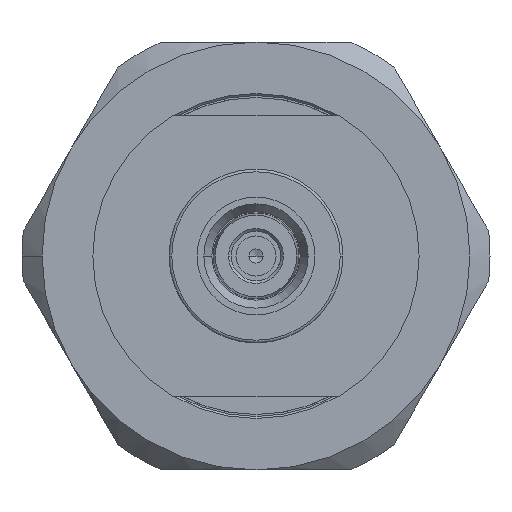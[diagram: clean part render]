
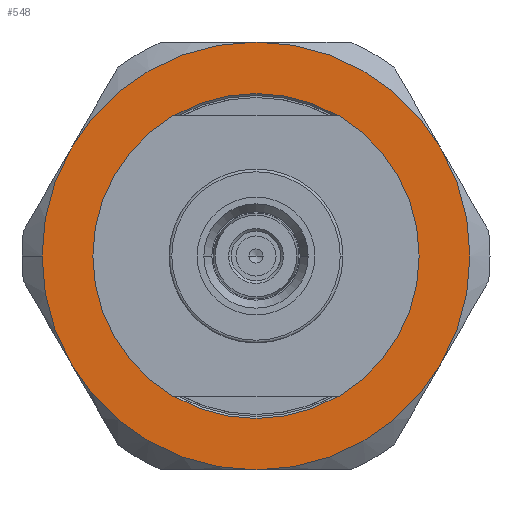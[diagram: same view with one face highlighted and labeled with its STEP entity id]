
A CAD part, left-side view. The second image highlights one B-rep face of the part: STEP entity #548.
In plain terms, the highlighted planar face has unit normal (-1, 0, 0).
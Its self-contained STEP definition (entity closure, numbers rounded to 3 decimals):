
#66 = CIRCLE ( 'NONE', #6329, 16. ) ;
#175 = ORIENTED_EDGE ( 'NONE', *, *, #1761, .T. ) ;
#309 = VERTEX_POINT ( 'NONE', #2080 ) ;
#441 = CIRCLE ( 'NONE', #4837, 16. ) ;
#447 = DIRECTION ( 'NONE',  ( 0., -1., 0. ) ) ;
#548 = ADVANCED_FACE ( 'NONE', ( #2232, #1137 ), #7103, .T. ) ;
#879 = AXIS2_PLACEMENT_3D ( 'NONE', #1053, #6581, #5291 ) ;
#903 = DIRECTION ( 'NONE',  ( -1., 0., 0. ) ) ;
#1046 = CARTESIAN_POINT ( 'NONE',  ( -15.1, 0., 0. ) ) ;
#1053 = CARTESIAN_POINT ( 'NONE',  ( -15.1, -12.15, 0. ) ) ;
#1104 = DIRECTION ( 'NONE',  ( -1., 0., 0. ) ) ;
#1137 = FACE_OUTER_BOUND ( 'NONE', #5871, .T. ) ;
#1329 = EDGE_CURVE ( 'NONE', #5236, #6455, #7412, .T. ) ;
#1337 = CARTESIAN_POINT ( 'NONE',  ( -15.1, 0., 0. ) ) ;
#1368 = CIRCLE ( 'NONE', #2251, 12.15 ) ;
#1570 = CARTESIAN_POINT ( 'NONE',  ( -15.1, 0., 0. ) ) ;
#1587 = AXIS2_PLACEMENT_3D ( 'NONE', #1046, #3437, #447 ) ;
#1635 = ORIENTED_EDGE ( 'NONE', *, *, #2379, .T. ) ;
#1761 = EDGE_CURVE ( 'NONE', #6455, #4431, #66, .T. ) ;
#1803 = EDGE_CURVE ( 'NONE', #4977, #5236, #6837, .T. ) ;
#1861 = ORIENTED_EDGE ( 'NONE', *, *, #1329, .T. ) ;
#2040 = CARTESIAN_POINT ( 'NONE',  ( -15.1, 0., 0. ) ) ;
#2080 = CARTESIAN_POINT ( 'NONE',  ( -15.1, 0., 16. ) ) ;
#2214 = CARTESIAN_POINT ( 'NONE',  ( -15.1, 0., 0. ) ) ;
#2232 = FACE_BOUND ( 'NONE', #4147, .T. ) ;
#2251 = AXIS2_PLACEMENT_3D ( 'NONE', #4703, #2392, #5448 ) ;
#2342 = CIRCLE ( 'NONE', #1587, 16. ) ;
#2379 = EDGE_CURVE ( 'NONE', #2417, #4977, #2342, .T. ) ;
#2392 = DIRECTION ( 'NONE',  ( -1., 0., 0. ) ) ;
#2417 = VERTEX_POINT ( 'NONE', #5319 ) ;
#2591 = ORIENTED_EDGE ( 'NONE', *, *, #5856, .T. ) ;
#2711 = CARTESIAN_POINT ( 'NONE',  ( -15.1, 0., 0. ) ) ;
#2714 = CIRCLE ( 'NONE', #3944, 16. ) ;
#2772 = ORIENTED_EDGE ( 'NONE', *, *, #4133, .T. ) ;
#2971 = CARTESIAN_POINT ( 'NONE',  ( -15.1, -12.15, 0. ) ) ;
#3067 = DIRECTION ( 'NONE',  ( 0., -1., 0. ) ) ;
#3212 = DIRECTION ( 'NONE',  ( 0., -1., 0. ) ) ;
#3437 = DIRECTION ( 'NONE',  ( -1., 0., 0. ) ) ;
#3473 = ORIENTED_EDGE ( 'NONE', *, *, #5169, .F. ) ;
#3506 = AXIS2_PLACEMENT_3D ( 'NONE', #7697, #1104, #5218 ) ;
#3545 = CARTESIAN_POINT ( 'NONE',  ( -15.1, 16., 0. ) ) ;
#3722 = DIRECTION ( 'NONE',  ( -1., 0., 0. ) ) ;
#3829 = EDGE_CURVE ( 'NONE', #6397, #7525, #1368, .T. ) ;
#3944 = AXIS2_PLACEMENT_3D ( 'NONE', #2214, #4137, #5860 ) ;
#3967 = AXIS2_PLACEMENT_3D ( 'NONE', #1337, #3722, #3067 ) ;
#4131 = CARTESIAN_POINT ( 'NONE',  ( -15.1, -13.856, -8. ) ) ;
#4133 = EDGE_CURVE ( 'NONE', #4431, #5150, #2714, .T. ) ;
#4137 = DIRECTION ( 'NONE',  ( -1., 0., 0. ) ) ;
#4147 = EDGE_LOOP ( 'NONE', ( #4418, #3473 ) ) ;
#4319 = ORIENTED_EDGE ( 'NONE', *, *, #1803, .T. ) ;
#4374 = EDGE_CURVE ( 'NONE', #309, #2417, #441, .T. ) ;
#4418 = ORIENTED_EDGE ( 'NONE', *, *, #3829, .F. ) ;
#4428 = DIRECTION ( 'NONE',  ( -1., 0., 0. ) ) ;
#4431 = VERTEX_POINT ( 'NONE', #4131 ) ;
#4703 = CARTESIAN_POINT ( 'NONE',  ( -15.1, 0., 0. ) ) ;
#4837 = AXIS2_PLACEMENT_3D ( 'NONE', #4994, #7395, #7436 ) ;
#4845 = CARTESIAN_POINT ( 'NONE',  ( -15.1, 0., -16. ) ) ;
#4977 = VERTEX_POINT ( 'NONE', #3545 ) ;
#4994 = CARTESIAN_POINT ( 'NONE',  ( -15.1, 0., 0. ) ) ;
#5150 = VERTEX_POINT ( 'NONE', #6743 ) ;
#5169 = EDGE_CURVE ( 'NONE', #7525, #6397, #6883, .T. ) ;
#5181 = CARTESIAN_POINT ( 'NONE',  ( -15.1, 13.856, -8. ) ) ;
#5218 = DIRECTION ( 'NONE',  ( 0., -1., 0. ) ) ;
#5236 = VERTEX_POINT ( 'NONE', #5181 ) ;
#5291 = DIRECTION ( 'NONE',  ( 0., 0., 1. ) ) ;
#5319 = CARTESIAN_POINT ( 'NONE',  ( -15.1, 13.856, 8. ) ) ;
#5448 = DIRECTION ( 'NONE',  ( 0., -1., 0. ) ) ;
#5460 = AXIS2_PLACEMENT_3D ( 'NONE', #2711, #903, #7496 ) ;
#5612 = DIRECTION ( 'NONE',  ( -1., 0., 0. ) ) ;
#5652 = DIRECTION ( 'NONE',  ( 0., -1., 0. ) ) ;
#5655 = AXIS2_PLACEMENT_3D ( 'NONE', #2040, #4428, #3212 ) ;
#5856 = EDGE_CURVE ( 'NONE', #5150, #309, #6349, .T. ) ;
#5860 = DIRECTION ( 'NONE',  ( 0., -1., 0. ) ) ;
#5871 = EDGE_LOOP ( 'NONE', ( #6594, #1635, #4319, #1861, #175, #2772, #2591 ) ) ;
#6329 = AXIS2_PLACEMENT_3D ( 'NONE', #1570, #5612, #5652 ) ;
#6349 = CIRCLE ( 'NONE', #3967, 16. ) ;
#6397 = VERTEX_POINT ( 'NONE', #2971 ) ;
#6455 = VERTEX_POINT ( 'NONE', #4845 ) ;
#6581 = DIRECTION ( 'NONE',  ( -1., 0., 0. ) ) ;
#6594 = ORIENTED_EDGE ( 'NONE', *, *, #4374, .T. ) ;
#6648 = CARTESIAN_POINT ( 'NONE',  ( -15.1, 12.15, 0. ) ) ;
#6743 = CARTESIAN_POINT ( 'NONE',  ( -15.1, -13.856, 8. ) ) ;
#6837 = CIRCLE ( 'NONE', #5460, 16. ) ;
#6883 = CIRCLE ( 'NONE', #3506, 12.15 ) ;
#7103 = PLANE ( 'NONE',  #879 ) ;
#7395 = DIRECTION ( 'NONE',  ( -1., 0., 0. ) ) ;
#7412 = CIRCLE ( 'NONE', #5655, 16. ) ;
#7436 = DIRECTION ( 'NONE',  ( 0., -1., 0. ) ) ;
#7496 = DIRECTION ( 'NONE',  ( 0., -1., 0. ) ) ;
#7525 = VERTEX_POINT ( 'NONE', #6648 ) ;
#7697 = CARTESIAN_POINT ( 'NONE',  ( -15.1, 0., 0. ) ) ;
